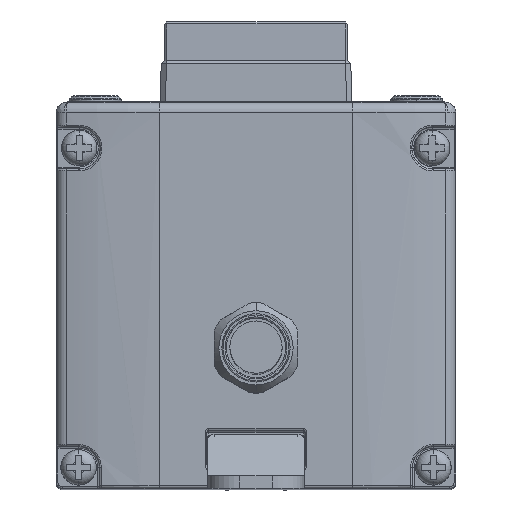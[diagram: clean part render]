
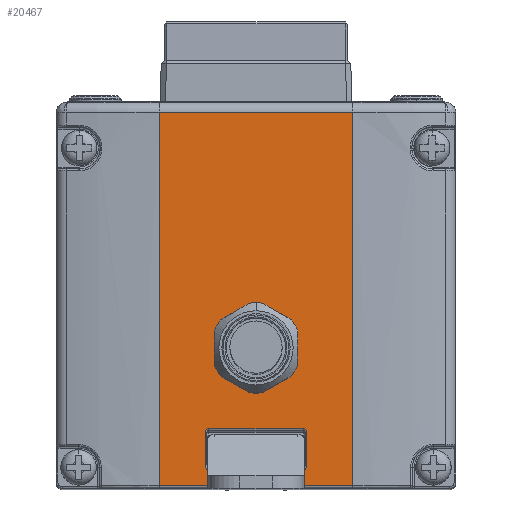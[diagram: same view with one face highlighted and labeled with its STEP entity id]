
A CAD part, top view. The second image highlights one B-rep face of the part: STEP entity #20467.
In plain terms, the highlighted planar face has unit normal (0, 0, 1).
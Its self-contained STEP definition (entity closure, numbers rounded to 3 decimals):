
#777 = VECTOR ( 'NONE', #21668, 1000. ) ;
#1066 = CARTESIAN_POINT ( 'NONE',  ( -7.9, -31.773, 54.5 ) ) ;
#1417 = CARTESIAN_POINT ( 'NONE',  ( 15., -34.5, 54.5 ) ) ;
#1721 = DIRECTION ( 'NONE',  ( 0., -1., 0. ) ) ;
#2121 = EDGE_CURVE ( 'NONE', #16936, #28170, #4072, .T. ) ;
#2200 = AXIS2_PLACEMENT_3D ( 'NONE', #3724, #25096, #22757 ) ;
#2635 = CARTESIAN_POINT ( 'NONE',  ( -7.9, -31.276, 54.5 ) ) ;
#2876 = DIRECTION ( 'NONE',  ( 1., 0., 0. ) ) ;
#3131 = EDGE_CURVE ( 'NONE', #9029, #25590, #10351, .T. ) ;
#3166 = ORIENTED_EDGE ( 'NONE', *, *, #2121, .T. ) ;
#3314 = EDGE_CURVE ( 'NONE', #7339, #11282, #18076, .T. ) ;
#3512 = VERTEX_POINT ( 'NONE', #30714 ) ;
#3563 = CARTESIAN_POINT ( 'NONE',  ( -7.651, -32.124, 54.5 ) ) ;
#3724 = CARTESIAN_POINT ( 'NONE',  ( -7.3, -26.3, 54.5 ) ) ;
#4072 = LINE ( 'NONE', #18728, #14545 ) ;
#4231 = DIRECTION ( 'NONE',  ( -1., 0., 0. ) ) ;
#4546 = CARTESIAN_POINT ( 'NONE',  ( -7.3, -32.124, 54.5 ) ) ;
#5219 = CARTESIAN_POINT ( 'NONE',  ( 15., -34.5, 54.5 ) ) ;
#5334 = ORIENTED_EDGE ( 'NONE', *, *, #13779, .T. ) ;
#5440 = CARTESIAN_POINT ( 'NONE',  ( 5.8, -13.2, 54.5 ) ) ;
#5442 = CARTESIAN_POINT ( 'NONE',  ( -15., -34.5, 54.5 ) ) ;
#5458 = EDGE_CURVE ( 'NONE', #28888, #6032, #24256, .T. ) ;
#5657 = ORIENTED_EDGE ( 'NONE', *, *, #11059, .T. ) ;
#6032 = VERTEX_POINT ( 'NONE', #1417 ) ;
#6195 = ORIENTED_EDGE ( 'NONE', *, *, #12041, .F. ) ;
#6427 = LINE ( 'NONE', #13440, #28154 ) ;
#6492 = CARTESIAN_POINT ( 'NONE',  ( 7.651, -32.124, 54.5 ) ) ;
#6985 = AXIS2_PLACEMENT_3D ( 'NONE', #30607, #7037, #25602 ) ;
#7037 = DIRECTION ( 'NONE',  ( 0., 0., 1. ) ) ;
#7051 = ORIENTED_EDGE ( 'NONE', *, *, #13053, .T. ) ;
#7339 = VERTEX_POINT ( 'NONE', #2635 ) ;
#8318 = ORIENTED_EDGE ( 'NONE', *, *, #3131, .T. ) ;
#8408 = DIRECTION ( 'NONE',  ( -1., 0., 0. ) ) ;
#8932 = CARTESIAN_POINT ( 'NONE',  ( 7.3, -26.3, 54.5 ) ) ;
#9029 = VERTEX_POINT ( 'NONE', #17717 ) ;
#9366 =( BOUNDED_CURVE ( )  B_SPLINE_CURVE ( 3, ( #12924, #3563, #1066, #29636 ),
 .UNSPECIFIED., .F., .T. ) 
 B_SPLINE_CURVE_WITH_KNOTS ( ( 4, 4 ),
 ( 0., 1.571 ),
 .UNSPECIFIED. ) 
 CURVE ( )  GEOMETRIC_REPRESENTATION_ITEM ( )  RATIONAL_B_SPLINE_CURVE ( ( 1., 0.805, 0.805, 1. ) ) 
 REPRESENTATION_ITEM ( '' )  );
#9371 = FACE_BOUND ( 'NONE', #15923, .T. ) ;
#9494 = ORIENTED_EDGE ( 'NONE', *, *, #14499, .T. ) ;
#9580 = VECTOR ( 'NONE', #20579, 1000. ) ;
#9947 = EDGE_CURVE ( 'NONE', #11282, #20505, #29623, .T. ) ;
#10310 = CARTESIAN_POINT ( 'NONE',  ( -15., 25., 54.5 ) ) ;
#10351 = CIRCLE ( 'NONE', #26432, 5.8 ) ;
#10616 = CARTESIAN_POINT ( 'NONE',  ( -7.9, -26.3, 54.5 ) ) ;
#10709 = CARTESIAN_POINT ( 'NONE',  ( 7.3, -32.124, 54.5 ) ) ;
#10763 = CIRCLE ( 'NONE', #17716, 0.6 ) ;
#10915 = CARTESIAN_POINT ( 'NONE',  ( -7.9, -26.3, 54.5 ) ) ;
#11044 = LINE ( 'NONE', #25383, #12799 ) ;
#11059 = EDGE_CURVE ( 'NONE', #14370, #18104, #30761, .T. ) ;
#11115 = DIRECTION ( 'NONE',  ( 1., 0., 0. ) ) ;
#11282 = VERTEX_POINT ( 'NONE', #10616 ) ;
#11316 = CARTESIAN_POINT ( 'NONE',  ( 7.9, -31.276, 54.5 ) ) ;
#11363 = ORIENTED_EDGE ( 'NONE', *, *, #3314, .T. ) ;
#11624 = CARTESIAN_POINT ( 'NONE',  ( 15., 23.349, 54.5 ) ) ;
#11734 = VECTOR ( 'NONE', #4231, 1000. ) ;
#11877 = CARTESIAN_POINT ( 'NONE',  ( 7.3, -32.124, 54.5 ) ) ;
#12035 = ORIENTED_EDGE ( 'NONE', *, *, #19679, .T. ) ;
#12041 = EDGE_CURVE ( 'NONE', #19764, #6032, #6427, .T. ) ;
#12600 = EDGE_CURVE ( 'NONE', #20505, #3512, #14628, .T. ) ;
#12799 = VECTOR ( 'NONE', #8408, 1000. ) ;
#12924 = CARTESIAN_POINT ( 'NONE',  ( -7.3, -32.124, 54.5 ) ) ;
#13048 = CARTESIAN_POINT ( 'NONE',  ( 7.9, -31.773, 54.5 ) ) ;
#13053 = EDGE_CURVE ( 'NONE', #3512, #16936, #10763, .T. ) ;
#13223 = CARTESIAN_POINT ( 'NONE',  ( -7.3, -32.124, 54.5 ) ) ;
#13440 = CARTESIAN_POINT ( 'NONE',  ( 15., 25., 54.5 ) ) ;
#13574 = AXIS2_PLACEMENT_3D ( 'NONE', #29662, #27013, #27318 ) ;
#13779 = EDGE_CURVE ( 'NONE', #19764, #29890, #11044, .T. ) ;
#13891 = ORIENTED_EDGE ( 'NONE', *, *, #9947, .T. ) ;
#14198 = FACE_BOUND ( 'NONE', #14987, .T. ) ;
#14370 = VERTEX_POINT ( 'NONE', #11877 ) ;
#14499 = EDGE_CURVE ( 'NONE', #29890, #28888, #24044, .T. ) ;
#14545 = VECTOR ( 'NONE', #1721, 1000. ) ;
#14628 = LINE ( 'NONE', #19486, #777 ) ;
#14987 = EDGE_LOOP ( 'NONE', ( #17761, #8318 ) ) ;
#15692 = CARTESIAN_POINT ( 'NONE',  ( 7.9, -31.276, 54.5 ) ) ;
#15923 = EDGE_LOOP ( 'NONE', ( #11363, #13891, #26146, #7051, #3166, #12035, #5657, #30745 ) ) ;
#16911 = CARTESIAN_POINT ( 'NONE',  ( 7.9, -26.3, 54.5 ) ) ;
#16936 = VERTEX_POINT ( 'NONE', #16911 ) ;
#17716 = AXIS2_PLACEMENT_3D ( 'NONE', #8932, #20626, #11115 ) ;
#17717 = CARTESIAN_POINT ( 'NONE',  ( -5.8, -13.2, 54.5 ) ) ;
#17761 = ORIENTED_EDGE ( 'NONE', *, *, #25211, .T. ) ;
#18076 = LINE ( 'NONE', #10915, #9580 ) ;
#18104 = VERTEX_POINT ( 'NONE', #13223 ) ;
#18728 = CARTESIAN_POINT ( 'NONE',  ( 7.9, -5., 54.5 ) ) ;
#19122 =( BOUNDED_CURVE ( )  B_SPLINE_CURVE ( 3, ( #15692, #13048, #6492, #10709 ),
 .UNSPECIFIED., .F., .T. ) 
 B_SPLINE_CURVE_WITH_KNOTS ( ( 4, 4 ),
 ( 1.571, 3.142 ),
 .UNSPECIFIED. ) 
 CURVE ( )  GEOMETRIC_REPRESENTATION_ITEM ( )  RATIONAL_B_SPLINE_CURVE ( ( 1., 0.805, 0.805, 1. ) ) 
 REPRESENTATION_ITEM ( '' )  );
#19374 = DIRECTION ( 'NONE',  ( 0., -1., 0. ) ) ;
#19486 = CARTESIAN_POINT ( 'NONE',  ( 7.3, -25.7, 54.5 ) ) ;
#19611 = VECTOR ( 'NONE', #19374, 1000. ) ;
#19679 = EDGE_CURVE ( 'NONE', #28170, #14370, #19122, .T. ) ;
#19764 = VERTEX_POINT ( 'NONE', #11624 ) ;
#20467 = ADVANCED_FACE ( 'NONE', ( #9371, #14198, #28259 ), #28420, .T. ) ;
#20505 = VERTEX_POINT ( 'NONE', #30458 ) ;
#20553 = CIRCLE ( 'NONE', #13574, 5.8 ) ;
#20579 = DIRECTION ( 'NONE',  ( 0., 1., 0. ) ) ;
#20626 = DIRECTION ( 'NONE',  ( 0., 0., -1. ) ) ;
#21668 = DIRECTION ( 'NONE',  ( 1., 0., 0. ) ) ;
#21876 = VECTOR ( 'NONE', #2876, 1000. ) ;
#22757 = DIRECTION ( 'NONE',  ( 1., 0., 0. ) ) ;
#23105 = CARTESIAN_POINT ( 'NONE',  ( 0., -13.2, 54.5 ) ) ;
#24044 = LINE ( 'NONE', #10310, #19611 ) ;
#24256 = LINE ( 'NONE', #5219, #21876 ) ;
#25096 = DIRECTION ( 'NONE',  ( 0., 0., -1. ) ) ;
#25211 = EDGE_CURVE ( 'NONE', #25590, #9029, #20553, .T. ) ;
#25383 = CARTESIAN_POINT ( 'NONE',  ( 0., 23.349, 54.5 ) ) ;
#25590 = VERTEX_POINT ( 'NONE', #5440 ) ;
#25602 = DIRECTION ( 'NONE',  ( 1., 0., 0. ) ) ;
#26146 = ORIENTED_EDGE ( 'NONE', *, *, #12600, .T. ) ;
#26432 = AXIS2_PLACEMENT_3D ( 'NONE', #23105, #28422, #27963 ) ;
#27013 = DIRECTION ( 'NONE',  ( 0., 0., -1. ) ) ;
#27277 = EDGE_LOOP ( 'NONE', ( #9494, #29326, #6195, #5334 ) ) ;
#27318 = DIRECTION ( 'NONE',  ( 1., 0., 0. ) ) ;
#27644 = DIRECTION ( 'NONE',  ( 0., -1., 0. ) ) ;
#27963 = DIRECTION ( 'NONE',  ( 1., 0., 0. ) ) ;
#28154 = VECTOR ( 'NONE', #27644, 1000. ) ;
#28170 = VERTEX_POINT ( 'NONE', #11316 ) ;
#28259 = FACE_OUTER_BOUND ( 'NONE', #27277, .T. ) ;
#28420 = PLANE ( 'NONE',  #6985 ) ;
#28422 = DIRECTION ( 'NONE',  ( 0., 0., -1. ) ) ;
#28888 = VERTEX_POINT ( 'NONE', #5442 ) ;
#29326 = ORIENTED_EDGE ( 'NONE', *, *, #5458, .T. ) ;
#29330 = CARTESIAN_POINT ( 'NONE',  ( -15., 23.349, 54.5 ) ) ;
#29623 = CIRCLE ( 'NONE', #2200, 0.6 ) ;
#29636 = CARTESIAN_POINT ( 'NONE',  ( -7.9, -31.276, 54.5 ) ) ;
#29662 = CARTESIAN_POINT ( 'NONE',  ( 0., -13.2, 54.5 ) ) ;
#29890 = VERTEX_POINT ( 'NONE', #29330 ) ;
#30004 = EDGE_CURVE ( 'NONE', #18104, #7339, #9366, .T. ) ;
#30458 = CARTESIAN_POINT ( 'NONE',  ( -7.3, -25.7, 54.5 ) ) ;
#30607 = CARTESIAN_POINT ( 'NONE',  ( 0., -5., 54.5 ) ) ;
#30714 = CARTESIAN_POINT ( 'NONE',  ( 7.3, -25.7, 54.5 ) ) ;
#30745 = ORIENTED_EDGE ( 'NONE', *, *, #30004, .T. ) ;
#30761 = LINE ( 'NONE', #4546, #11734 ) ;
